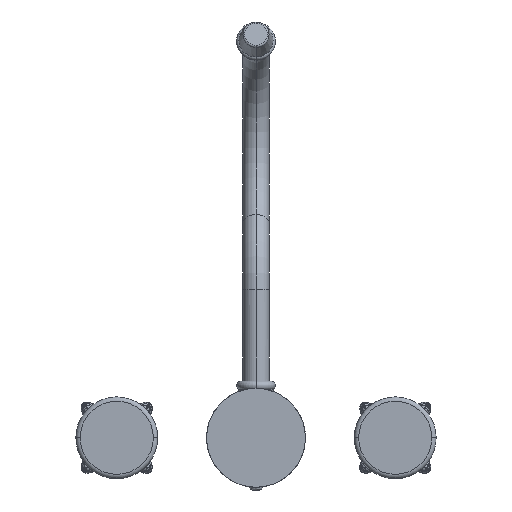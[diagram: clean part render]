
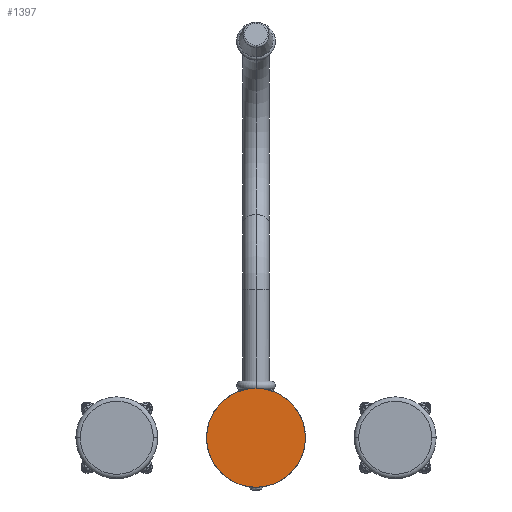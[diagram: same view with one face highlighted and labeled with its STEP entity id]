
A CAD part, front view. The second image highlights one B-rep face of the part: STEP entity #1397.
In plain terms, the highlighted planar face has unit normal (0, -1, 0).
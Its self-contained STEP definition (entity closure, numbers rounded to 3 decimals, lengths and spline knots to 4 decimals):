
#2=CARTESIAN_POINT('',(0.,0.,0.));
#3=DIRECTION('',(0.,-1.,0.));
#4=DIRECTION('',(1.,0.,0.));
#5=AXIS2_PLACEMENT_3D('',#2,#3,#4);
#193=CARTESIAN_POINT('',(0.,0.,0.));
#194=DIRECTION('',(0.,1.,0.));
#195=DIRECTION('',(1.,0.,0.));
#196=AXIS2_PLACEMENT_3D('',#193,#194,#195);
#1282=CARTESIAN_POINT('',(1.42,0.,0.));
#1284=VERTEX_POINT('',#1282);
#1296=CARTESIAN_POINT('',(-1.42,0.,0.));
#1298=VERTEX_POINT('',#1296);
#1386=CARTESIAN_POINT('',(0.,0.,0.));
#1387=DIRECTION('',(0.,-1.,0.));
#1388=DIRECTION('',(-1.,0.,0.));
#1389=AXIS2_PLACEMENT_3D('',#1386,#1387,#1388);
#1390=PLANE('',#1389);
#1392=ORIENTED_EDGE('',*,*,#1391,.F.);
#1394=ORIENTED_EDGE('',*,*,#1393,.T.);
#1395=EDGE_LOOP('',(#1392,#1394));
#1396=FACE_OUTER_BOUND('',#1395,.F.);
#1397=ADVANCED_FACE('',(#1396),#1390,.T.);
#6=CIRCLE('',#5,1.42);
#197=CIRCLE('',#196,1.42);
#1391=EDGE_CURVE('',#1284,#1298,#6,.T.);
#1393=EDGE_CURVE('',#1284,#1298,#197,.T.);
